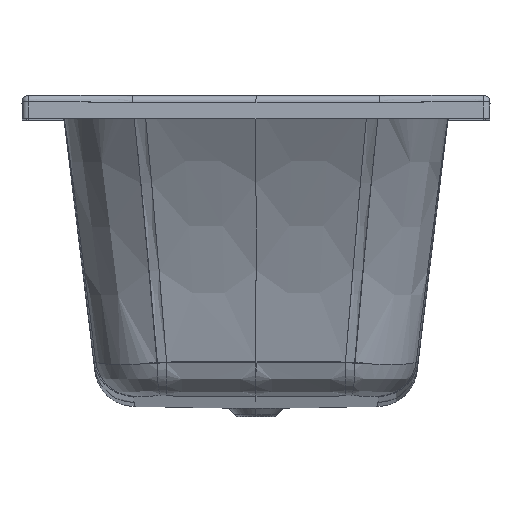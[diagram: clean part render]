
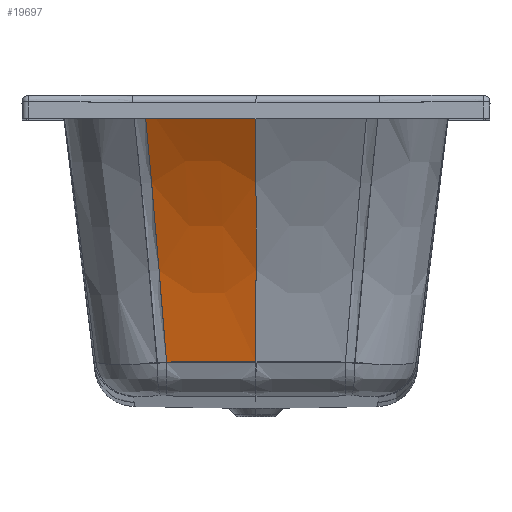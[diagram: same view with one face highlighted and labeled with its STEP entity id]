
A CAD part, top view. The second image highlights one B-rep face of the part: STEP entity #19697.
In plain terms, the highlighted free-form (B-spline) face has degree [3, 3] with [7, 4] control points.
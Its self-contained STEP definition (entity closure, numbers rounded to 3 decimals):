
#4144=CARTESIAN_POINT('',(-167.455,-8.856,
738.267));
#4145=CARTESIAN_POINT('',(-148.333,-8.856,
738.256));
#4146=CARTESIAN_POINT('',(-110.433,-8.857,
738.237));
#4147=CARTESIAN_POINT('',(-54.616,-8.858,
738.22));
#4148=CARTESIAN_POINT('',(-18.091,-8.858,
738.216));
#4149=CARTESIAN_POINT('',(0.,-8.858,738.216));
#5311=CARTESIAN_POINT('',(-133.715,-399.82,
579.685));
#5325=CARTESIAN_POINT('',(0.,-8.858,738.216));
#5326=CARTESIAN_POINT('',(0.,-37.793,717.942));
#5327=CARTESIAN_POINT('',(0.,-98.07,
680.542));
#5328=CARTESIAN_POINT('',(0.,-194.262,
634.858));
#5329=CARTESIAN_POINT('',(0.,-295.087,
600.19));
#5330=CARTESIAN_POINT('',(0.,-364.455,
584.748));
#5331=CARTESIAN_POINT('',(0.,-399.445,
578.995));
#5333=CARTESIAN_POINT('',(-133.715,-399.82,
579.685));
#5334=CARTESIAN_POINT('',(-122.081,-399.758,
579.57));
#5335=CARTESIAN_POINT('',(-99.176,-399.651,
579.371));
#5336=CARTESIAN_POINT('',(-66.459,-399.536,
579.16));
#5337=CARTESIAN_POINT('',(-33.758,-399.464,
579.027));
#5338=CARTESIAN_POINT('',(-11.322,-399.445,
578.995));
#5339=CARTESIAN_POINT('',(0.,-399.445,
578.995));
#5341=CARTESIAN_POINT('',(-133.715,-399.82,
579.685));
#5342=CARTESIAN_POINT('',(-136.511,-364.895,
585.792));
#5343=CARTESIAN_POINT('',(-142.132,-295.66,
601.729));
#5344=CARTESIAN_POINT('',(-150.572,-194.885,
636.531));
#5345=CARTESIAN_POINT('',(-158.993,-98.555,
681.736));
#5346=CARTESIAN_POINT('',(-164.626,-37.989,
718.436));
#5347=CARTESIAN_POINT('',(-167.455,-8.856,
738.267));
#6936=CARTESIAN_POINT('',(-167.455,-8.856,
738.267));
#6938=VERTEX_POINT('',#6936);
#7065=VERTEX_POINT('',#5325);
#7066=VERTEX_POINT('',#5331);
#7106=VERTEX_POINT('',#5311);
#19660=CARTESIAN_POINT('',(-169.479,-5.298,
740.699));
#19661=CARTESIAN_POINT('',(-112.427,-5.348,
740.68));
#19662=CARTESIAN_POINT('',(-55.374,-5.375,
740.668));
#19663=CARTESIAN_POINT('',(1.678,-5.375,
740.668));
#19664=CARTESIAN_POINT('',(-166.504,-35.532,
719.939));
#19665=CARTESIAN_POINT('',(-110.451,-35.433,
719.622));
#19666=CARTESIAN_POINT('',(-54.401,-35.377,
719.441));
#19667=CARTESIAN_POINT('',(1.649,-35.378,
719.444));
#19668=CARTESIAN_POINT('',(-160.698,-97.26,
682.371));
#19669=CARTESIAN_POINT('',(-106.601,-96.956,
681.589));
#19670=CARTESIAN_POINT('',(-52.505,-96.782,
681.143));
#19671=CARTESIAN_POINT('',(1.591,-96.786,
681.152));
#19672=CARTESIAN_POINT('',(-152.078,-194.897,
636.563));
#19673=CARTESIAN_POINT('',(-100.887,-194.49,
635.47));
#19674=CARTESIAN_POINT('',(-49.694,-194.258,
634.846));
#19675=CARTESIAN_POINT('',(1.506,-194.262,
634.858));
#19676=CARTESIAN_POINT('',(-143.44,-297.013,
601.295));
#19677=CARTESIAN_POINT('',(-95.156,-296.66,
600.283));
#19678=CARTESIAN_POINT('',(-46.87,-296.46,
599.705));
#19679=CARTESIAN_POINT('',(1.42,-296.464,
599.717));
#19680=CARTESIAN_POINT('',(-137.649,-367.671,
585.177));
#19681=CARTESIAN_POINT('',(-91.311,-367.432,
584.499));
#19682=CARTESIAN_POINT('',(-44.974,-367.296,
584.111));
#19683=CARTESIAN_POINT('',(1.363,-367.299,
584.119));
#19684=CARTESIAN_POINT('',(-134.714,-404.014,
578.974));
#19685=CARTESIAN_POINT('',(-89.364,-403.845,
578.54));
#19686=CARTESIAN_POINT('',(-44.014,-403.749,
578.292));
#19687=CARTESIAN_POINT('',(1.334,-403.751,
578.297));
#19688=B_SPLINE_SURFACE_WITH_KNOTS('',3,3,((#19660,#19661,#19662,#19663),
(#19664,#19665,#19666,#19667),(#19668,#19669,#19670,#19671),(#19672,#19673,
#19674,#19675),(#19676,#19677,#19678,#19679),(#19680,#19681,#19682,#19683),(
#19684,#19685,#19686,#19687)),.UNSPECIFIED.,.F.,.F.,.F.,(4,1,1,1,4),(4,4),(
-0.003,0.222,0.44,0.657,
0.883),(0.827,1.002),.UNSPECIFIED.);
#19690=ORIENTED_EDGE('',*,*,#19689,.T.);
#19692=ORIENTED_EDGE('',*,*,#19691,.F.);
#19693=ORIENTED_EDGE('',*,*,#19655,.T.);
#19694=ORIENTED_EDGE('',*,*,#17061,.T.);
#19695=EDGE_LOOP('',(#19690,#19692,#19693,#19694));
#19696=FACE_OUTER_BOUND('',#19695,.F.);
#19697=ADVANCED_FACE('',(#19696),#19688,.T.);
#4150=B_SPLINE_CURVE_WITH_KNOTS('',3,(#4144,#4145,#4146,#4147,#4148,#4149),
.UNSPECIFIED.,.F.,.F.,(4,1,1,4),(0.,0.333,0.667,1.),
.UNSPECIFIED.);
#5332=B_SPLINE_CURVE_WITH_KNOTS('',3,(#5325,#5326,#5327,#5328,#5329,#5330,
#5331),.UNSPECIFIED.,.F.,.F.,(4,1,1,1,4),(0.,0.249,
0.5,0.75,1.),.UNSPECIFIED.);
#5340=B_SPLINE_CURVE_WITH_KNOTS('',3,(#5333,#5334,#5335,#5336,#5337,#5338,
#5339),.UNSPECIFIED.,.F.,.F.,(4,1,1,1,4),(0.,0.25,0.5,0.75,1.),
.UNSPECIFIED.);
#5348=B_SPLINE_CURVE_WITH_KNOTS('',3,(#5341,#5342,#5343,#5344,#5345,#5346,
#5347),.UNSPECIFIED.,.F.,.F.,(4,1,1,1,4),(0.,0.25,
0.501,0.751,1.),.UNSPECIFIED.);
#17061=EDGE_CURVE('',#6938,#7065,#4150,.T.);
#19655=EDGE_CURVE('',#7106,#6938,#5348,.T.);
#19689=EDGE_CURVE('',#7065,#7066,#5332,.T.);
#19691=EDGE_CURVE('',#7106,#7066,#5340,.T.);
